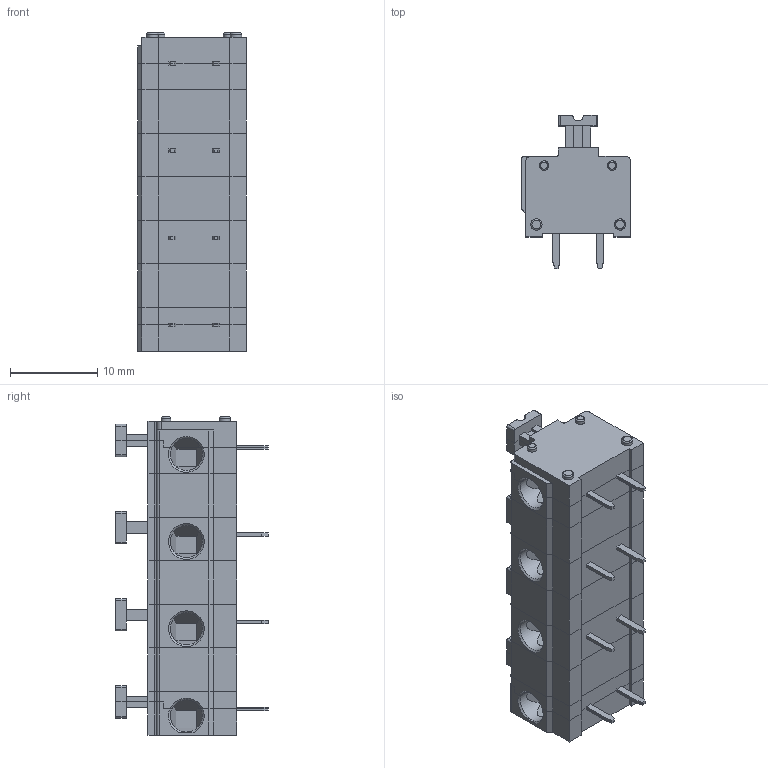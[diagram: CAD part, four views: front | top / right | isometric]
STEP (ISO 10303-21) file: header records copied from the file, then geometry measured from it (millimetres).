
FILE_DESCRIPTION( ( 'Unknown' ), '1' );
FILE_NAME( '691411810004.stp', 'Unknown', ( 'Unknown' ), ( 'Unknown' ), 'PSStep 18.0.17', 'Unknown', ' ' );
FILE_SCHEMA( ( 'AUTOMOTIVE_DESIGN { 1 0 10303 214 1 1 1 1 }' ) );
Length unit declared in the file: millimetre
Products named in the file (7): Assem1; MRT1P10_CNT2; MRT1P10_SX; MRT1P10_CNT4; MRT1P10_CNT1; MRT1P10_DX; MRT1P10_CNT3
Assembly tree (10 placements, depth 2):
  Assem1
    MRT1P10_CNT2
    MRT1P10_SX
    MRT1P10_CNT4  x4
    MRT1P10_CNT1
    MRT1P10_DX
    MRT1P10_CNT3  x2
Bounding box: 12.5 x 17.5 x 36.5 mm (x, y, z)
Volume: 4522.8 mm3; surface area: 5047.1 mm2
Topology: 10 solids, 10 shells, 495 faces, 1341 edges, 885 vertices
Faces by surface type: plane 391, cylinder 89, cone 11, torus 4
Full cylindrical faces by diameter (mm): 1.05 x2, 1.1 x2, 1.25 x2, 1.3 x2, 3.7 x2
Entity records: 14385 total; most frequent: CARTESIAN_POINT 2043, ORIENTED_EDGE 1946, DIRECTION 1885, EDGE_CURVE 973, LINE 807, VECTOR 807, VERTEX_POINT 653, AXIS2_PLACEMENT_3D 539
